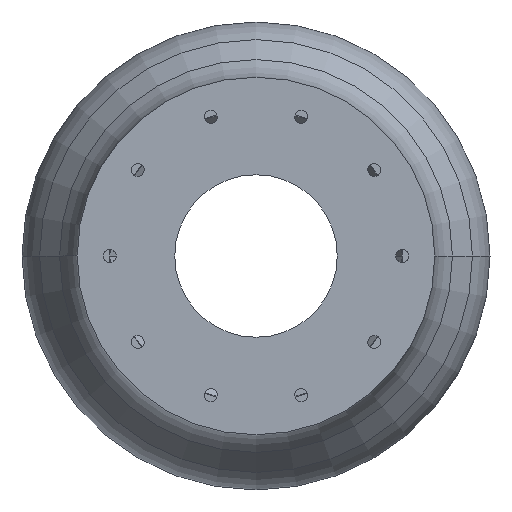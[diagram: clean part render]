
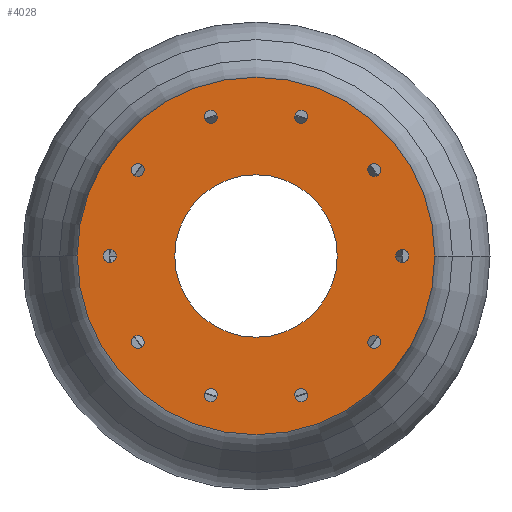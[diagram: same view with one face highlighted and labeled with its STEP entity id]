
A CAD part, left-side view. The second image highlights one B-rep face of the part: STEP entity #4028.
In plain terms, the highlighted planar face has unit normal (-1, 0, 0).
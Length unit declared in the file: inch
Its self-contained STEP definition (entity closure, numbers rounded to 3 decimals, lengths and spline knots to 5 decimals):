
#1051=CARTESIAN_POINT('',(125.,0.,0.));
#1052=DIRECTION('',(-1.,0.,0.));
#1053=DIRECTION('',(0.,1.,0.));
#1054=AXIS2_PLACEMENT_3D('',#1051,#1052,#1053);
#1059=CARTESIAN_POINT('',(125.,0.,0.));
#1060=DIRECTION('',(1.,0.,0.));
#1061=DIRECTION('',(0.,1.,0.));
#1062=AXIS2_PLACEMENT_3D('',#1059,#1060,#1061);
#1067=CARTESIAN_POINT('',(125.,45.,0.));
#1068=DIRECTION('',(-1.,0.,0.));
#1069=DIRECTION('',(0.,0.,1.));
#1070=AXIS2_PLACEMENT_3D('',#1067,#1068,#1069);
#1075=CARTESIAN_POINT('',(125.,45.,0.));
#1076=DIRECTION('',(-1.,0.,0.));
#1077=DIRECTION('',(0.,0.,-1.));
#1078=AXIS2_PLACEMENT_3D('',#1075,#1076,#1077);
#1083=CARTESIAN_POINT('',(125.,36.40576,-26.45034));
#1084=DIRECTION('',(-1.,0.,0.));
#1085=DIRECTION('',(0.,0.588,0.809));
#1086=AXIS2_PLACEMENT_3D('',#1083,#1084,#1085);
#1091=CARTESIAN_POINT('',(125.,36.40576,-26.45034));
#1092=DIRECTION('',(-1.,0.,0.));
#1093=DIRECTION('',(0.,-0.588,-0.809));
#1094=AXIS2_PLACEMENT_3D('',#1091,#1092,#1093);
#1099=CARTESIAN_POINT('',(125.,13.90576,-42.79754));
#1100=DIRECTION('',(-1.,0.,0.));
#1101=DIRECTION('',(0.,0.951,0.309));
#1102=AXIS2_PLACEMENT_3D('',#1099,#1100,#1101);
#1107=CARTESIAN_POINT('',(125.,13.90576,-42.79754));
#1108=DIRECTION('',(-1.,0.,0.));
#1109=DIRECTION('',(0.,-0.951,-0.309));
#1110=AXIS2_PLACEMENT_3D('',#1107,#1108,#1109);
#1115=CARTESIAN_POINT('',(125.,-13.90576,-42.79754));
#1116=DIRECTION('',(-1.,0.,0.));
#1117=DIRECTION('',(0.,0.951,-0.309));
#1118=AXIS2_PLACEMENT_3D('',#1115,#1116,#1117);
#1123=CARTESIAN_POINT('',(125.,-13.90576,-42.79754));
#1124=DIRECTION('',(-1.,0.,0.));
#1125=DIRECTION('',(0.,-0.951,0.309));
#1126=AXIS2_PLACEMENT_3D('',#1123,#1124,#1125);
#1131=CARTESIAN_POINT('',(125.,-36.40576,-26.45034));
#1132=DIRECTION('',(-1.,0.,0.));
#1133=DIRECTION('',(0.,0.588,-0.809));
#1134=AXIS2_PLACEMENT_3D('',#1131,#1132,#1133);
#1139=CARTESIAN_POINT('',(125.,-36.40576,-26.45034));
#1140=DIRECTION('',(-1.,0.,0.));
#1141=DIRECTION('',(0.,-0.588,0.809));
#1142=AXIS2_PLACEMENT_3D('',#1139,#1140,#1141);
#1147=CARTESIAN_POINT('',(125.,-45.,0.));
#1148=DIRECTION('',(-1.,0.,0.));
#1149=DIRECTION('',(0.,0.,-1.));
#1150=AXIS2_PLACEMENT_3D('',#1147,#1148,#1149);
#1155=CARTESIAN_POINT('',(125.,-45.,0.));
#1156=DIRECTION('',(-1.,0.,0.));
#1157=DIRECTION('',(0.,0.,1.));
#1158=AXIS2_PLACEMENT_3D('',#1155,#1156,#1157);
#1163=CARTESIAN_POINT('',(125.,-36.40576,26.45034));
#1164=DIRECTION('',(-1.,0.,0.));
#1165=DIRECTION('',(0.,-0.588,-0.809));
#1166=AXIS2_PLACEMENT_3D('',#1163,#1164,#1165);
#1171=CARTESIAN_POINT('',(125.,-36.40576,26.45034));
#1172=DIRECTION('',(-1.,0.,0.));
#1173=DIRECTION('',(0.,0.588,0.809));
#1174=AXIS2_PLACEMENT_3D('',#1171,#1172,#1173);
#1179=CARTESIAN_POINT('',(125.,-13.90576,42.79754));
#1180=DIRECTION('',(-1.,0.,0.));
#1181=DIRECTION('',(0.,-0.951,-0.309));
#1182=AXIS2_PLACEMENT_3D('',#1179,#1180,#1181);
#1187=CARTESIAN_POINT('',(125.,-13.90576,42.79754));
#1188=DIRECTION('',(-1.,0.,0.));
#1189=DIRECTION('',(0.,0.951,0.309));
#1190=AXIS2_PLACEMENT_3D('',#1187,#1188,#1189);
#1195=CARTESIAN_POINT('',(125.,13.90576,42.79754));
#1196=DIRECTION('',(-1.,0.,0.));
#1197=DIRECTION('',(0.,-0.951,0.309));
#1198=AXIS2_PLACEMENT_3D('',#1195,#1196,#1197);
#1203=CARTESIAN_POINT('',(125.,13.90576,42.79754));
#1204=DIRECTION('',(-1.,0.,0.));
#1205=DIRECTION('',(0.,0.951,-0.309));
#1206=AXIS2_PLACEMENT_3D('',#1203,#1204,#1205);
#1211=CARTESIAN_POINT('',(125.,36.40576,26.45034));
#1212=DIRECTION('',(-1.,0.,0.));
#1213=DIRECTION('',(0.,-0.588,0.809));
#1214=AXIS2_PLACEMENT_3D('',#1211,#1212,#1213);
#1219=CARTESIAN_POINT('',(125.,36.40576,26.45034));
#1220=DIRECTION('',(-1.,0.,0.));
#1221=DIRECTION('',(0.,0.588,-0.809));
#1222=AXIS2_PLACEMENT_3D('',#1219,#1220,#1221);
#1227=CARTESIAN_POINT('',(125.,0.,0.));
#1228=DIRECTION('',(1.,0.,0.));
#1229=DIRECTION('',(0.,1.,0.));
#1230=AXIS2_PLACEMENT_3D('',#1227,#1228,#1229);
#1249=CARTESIAN_POINT('',(125.,0.,0.));
#1250=DIRECTION('',(-1.,0.,0.));
#1251=DIRECTION('',(0.,1.,0.));
#1252=AXIS2_PLACEMENT_3D('',#1249,#1250,#1251);
#2675=CARTESIAN_POINT('',(125.,25.,0.));
#2677=VERTEX_POINT('',#2675);
#2695=CARTESIAN_POINT('',(125.,-25.,0.));
#2697=VERTEX_POINT('',#2695);
#2711=CARTESIAN_POINT('',(125.,55.,0.));
#2712=CARTESIAN_POINT('',(125.,-55.,0.));
#2713=VERTEX_POINT('',#2711);
#2714=VERTEX_POINT('',#2712);
#2871=CARTESIAN_POINT('',(125.,45.,2.));
#2872=CARTESIAN_POINT('',(125.,45.,-2.));
#2873=VERTEX_POINT('',#2871);
#2874=VERTEX_POINT('',#2872);
#2885=CARTESIAN_POINT('',(125.,37.58134,-24.8323));
#2886=CARTESIAN_POINT('',(125.,35.23019,-28.06837));
#2887=VERTEX_POINT('',#2885);
#2888=VERTEX_POINT('',#2886);
#2897=CARTESIAN_POINT('',(125.,15.80788,-42.17951));
#2898=CARTESIAN_POINT('',(125.,12.00365,-43.41558));
#2899=VERTEX_POINT('',#2897);
#2900=VERTEX_POINT('',#2898);
#2909=CARTESIAN_POINT('',(125.,-12.00365,-43.41558));
#2910=CARTESIAN_POINT('',(125.,-15.80788,-42.17951));
#2911=VERTEX_POINT('',#2909);
#2912=VERTEX_POINT('',#2910);
#2921=CARTESIAN_POINT('',(125.,-35.23019,-28.06837));
#2922=CARTESIAN_POINT('',(125.,-37.58134,-24.8323));
#2923=VERTEX_POINT('',#2921);
#2924=VERTEX_POINT('',#2922);
#2933=CARTESIAN_POINT('',(125.,-45.,-2.));
#2934=CARTESIAN_POINT('',(125.,-45.,2.));
#2935=VERTEX_POINT('',#2933);
#2936=VERTEX_POINT('',#2934);
#2947=CARTESIAN_POINT('',(125.,-37.58134,24.8323));
#2948=CARTESIAN_POINT('',(125.,-35.23019,28.06837));
#2949=VERTEX_POINT('',#2947);
#2950=VERTEX_POINT('',#2948);
#2959=CARTESIAN_POINT('',(125.,-15.80788,42.17951));
#2960=CARTESIAN_POINT('',(125.,-12.00365,43.41558));
#2961=VERTEX_POINT('',#2959);
#2962=VERTEX_POINT('',#2960);
#2971=CARTESIAN_POINT('',(125.,12.00365,43.41558));
#2972=CARTESIAN_POINT('',(125.,15.80788,42.17951));
#2973=VERTEX_POINT('',#2971);
#2974=VERTEX_POINT('',#2972);
#2983=CARTESIAN_POINT('',(125.,35.23019,28.06837));
#2984=CARTESIAN_POINT('',(125.,37.58134,24.8323));
#2985=VERTEX_POINT('',#2983);
#2986=VERTEX_POINT('',#2984);
#3953=CARTESIAN_POINT('',(125.,0.,0.));
#3954=DIRECTION('',(1.,0.,0.));
#3955=DIRECTION('',(0.,-1.,0.));
#3956=AXIS2_PLACEMENT_3D('',#3953,#3954,#3955);
#3957=PLANE('',#3956);
#3958=ORIENTED_EDGE('',*,*,#3899,.F.);
#3959=ORIENTED_EDGE('',*,*,#3921,.T.);
#3960=EDGE_LOOP('',(#3958,#3959));
#3961=FACE_OUTER_BOUND('',#3960,.F.);
#3963=ORIENTED_EDGE('',*,*,#3962,.F.);
#3965=ORIENTED_EDGE('',*,*,#3964,.T.);
#3966=EDGE_LOOP('',(#3963,#3965));
#3967=FACE_BOUND('',#3966,.F.);
#3969=ORIENTED_EDGE('',*,*,#3968,.T.);
#3971=ORIENTED_EDGE('',*,*,#3970,.T.);
#3972=EDGE_LOOP('',(#3969,#3971));
#3973=FACE_BOUND('',#3972,.F.);
#3975=ORIENTED_EDGE('',*,*,#3974,.T.);
#3977=ORIENTED_EDGE('',*,*,#3976,.T.);
#3978=EDGE_LOOP('',(#3975,#3977));
#3979=FACE_BOUND('',#3978,.F.);
#3981=ORIENTED_EDGE('',*,*,#3980,.T.);
#3983=ORIENTED_EDGE('',*,*,#3982,.T.);
#3984=EDGE_LOOP('',(#3981,#3983));
#3985=FACE_BOUND('',#3984,.F.);
#3987=ORIENTED_EDGE('',*,*,#3986,.T.);
#3989=ORIENTED_EDGE('',*,*,#3988,.T.);
#3990=EDGE_LOOP('',(#3987,#3989));
#3991=FACE_BOUND('',#3990,.F.);
#3993=ORIENTED_EDGE('',*,*,#3992,.T.);
#3995=ORIENTED_EDGE('',*,*,#3994,.T.);
#3996=EDGE_LOOP('',(#3993,#3995));
#3997=FACE_BOUND('',#3996,.F.);
#3999=ORIENTED_EDGE('',*,*,#3998,.T.);
#4001=ORIENTED_EDGE('',*,*,#4000,.T.);
#4002=EDGE_LOOP('',(#3999,#4001));
#4003=FACE_BOUND('',#4002,.F.);
#4005=ORIENTED_EDGE('',*,*,#4004,.T.);
#4007=ORIENTED_EDGE('',*,*,#4006,.T.);
#4008=EDGE_LOOP('',(#4005,#4007));
#4009=FACE_BOUND('',#4008,.F.);
#4011=ORIENTED_EDGE('',*,*,#4010,.T.);
#4013=ORIENTED_EDGE('',*,*,#4012,.T.);
#4014=EDGE_LOOP('',(#4011,#4013));
#4015=FACE_BOUND('',#4014,.F.);
#4017=ORIENTED_EDGE('',*,*,#4016,.T.);
#4019=ORIENTED_EDGE('',*,*,#4018,.T.);
#4020=EDGE_LOOP('',(#4017,#4019));
#4021=FACE_BOUND('',#4020,.F.);
#4023=ORIENTED_EDGE('',*,*,#4022,.T.);
#4025=ORIENTED_EDGE('',*,*,#4024,.T.);
#4026=EDGE_LOOP('',(#4023,#4025));
#4027=FACE_BOUND('',#4026,.F.);
#1055=CIRCLE('',#1054,55.);
#1063=CIRCLE('',#1062,55.);
#1071=CIRCLE('',#1070,2.);
#1079=CIRCLE('',#1078,2.);
#1087=CIRCLE('',#1086,2.);
#1095=CIRCLE('',#1094,2.);
#1103=CIRCLE('',#1102,2.);
#1111=CIRCLE('',#1110,2.);
#1119=CIRCLE('',#1118,2.);
#1127=CIRCLE('',#1126,2.);
#1135=CIRCLE('',#1134,2.);
#1143=CIRCLE('',#1142,2.);
#1151=CIRCLE('',#1150,2.);
#1159=CIRCLE('',#1158,2.);
#1167=CIRCLE('',#1166,2.);
#1175=CIRCLE('',#1174,2.);
#1183=CIRCLE('',#1182,2.);
#1191=CIRCLE('',#1190,2.);
#1199=CIRCLE('',#1198,2.);
#1207=CIRCLE('',#1206,2.);
#1215=CIRCLE('',#1214,2.);
#1223=CIRCLE('',#1222,2.);
#1231=CIRCLE('',#1230,25.);
#1253=CIRCLE('',#1252,25.);
#3899=EDGE_CURVE('',#2713,#2714,#1055,.T.);
#3921=EDGE_CURVE('',#2713,#2714,#1063,.T.);
#3962=EDGE_CURVE('',#2677,#2697,#1231,.T.);
#3964=EDGE_CURVE('',#2677,#2697,#1253,.T.);
#3968=EDGE_CURVE('',#2873,#2874,#1071,.T.);
#3970=EDGE_CURVE('',#2874,#2873,#1079,.T.);
#3974=EDGE_CURVE('',#2887,#2888,#1087,.T.);
#3976=EDGE_CURVE('',#2888,#2887,#1095,.T.);
#3980=EDGE_CURVE('',#2899,#2900,#1103,.T.);
#3982=EDGE_CURVE('',#2900,#2899,#1111,.T.);
#3986=EDGE_CURVE('',#2911,#2912,#1119,.T.);
#3988=EDGE_CURVE('',#2912,#2911,#1127,.T.);
#3992=EDGE_CURVE('',#2923,#2924,#1135,.T.);
#3994=EDGE_CURVE('',#2924,#2923,#1143,.T.);
#3998=EDGE_CURVE('',#2935,#2936,#1151,.T.);
#4000=EDGE_CURVE('',#2936,#2935,#1159,.T.);
#4004=EDGE_CURVE('',#2949,#2950,#1167,.T.);
#4006=EDGE_CURVE('',#2950,#2949,#1175,.T.);
#4010=EDGE_CURVE('',#2961,#2962,#1183,.T.);
#4012=EDGE_CURVE('',#2962,#2961,#1191,.T.);
#4016=EDGE_CURVE('',#2973,#2974,#1199,.T.);
#4018=EDGE_CURVE('',#2974,#2973,#1207,.T.);
#4022=EDGE_CURVE('',#2985,#2986,#1215,.T.);
#4024=EDGE_CURVE('',#2986,#2985,#1223,.T.);
#4028=ADVANCED_FACE('',(#3961,#3967,#3973,#3979,#3985,#3991,#3997,#4003,#4009,
#4015,#4021,#4027),#3957,.F.);
